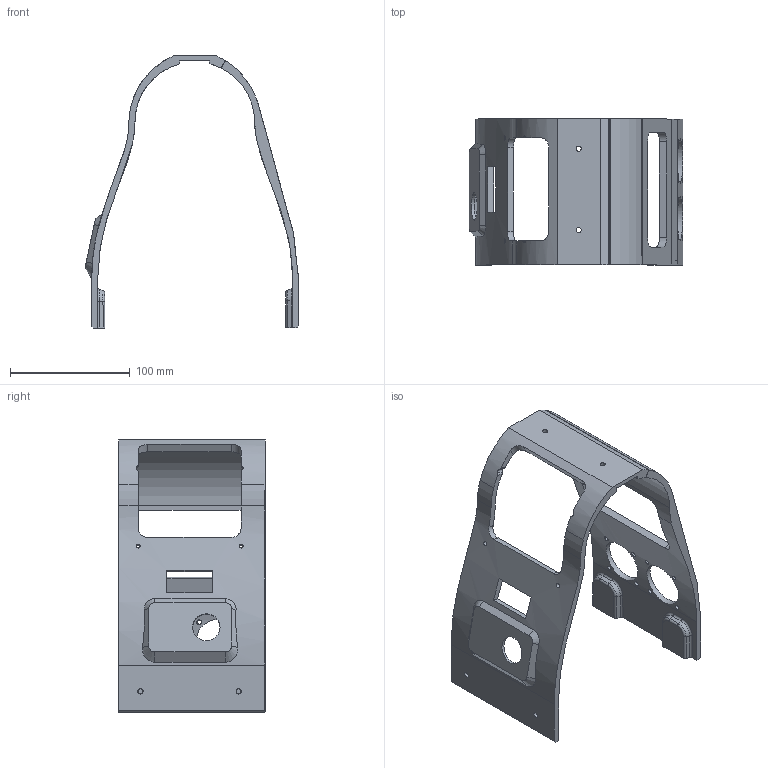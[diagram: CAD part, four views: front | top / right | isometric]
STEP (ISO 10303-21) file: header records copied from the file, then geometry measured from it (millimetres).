
FILE_DESCRIPTION(/* description */ ('STEP AP214'),/* implementation_level */ '2;1');
FILE_NAME(/* name */ 'New Covers.step',/* time_stamp */ '2024-10-09T22:42:01+11:00',/* author */ (''),/* organization */ (''),/* preprocessor_version */ 'ST-DEVELOPER v20',/* originating_system */ 'Autodesk Translation Framework v13.20.0.188',/* authorisation */ '');
FILE_SCHEMA (('AUTOMOTIVE_DESIGN { 1 0 10303 214 3 1 1 }'));
Length unit declared in the file: millimetre
Products named in the file (2): Assem1; New Shroud
Assembly tree (1 placements, depth 2):
  Assem1
    New Shroud
Bounding box: 178.66 x 122.1 x 227.23 mm (x, y, z)
Volume: 258081.9 mm3; surface area: 119376 mm2
Topology: 2 solids, 2 shells, 254 faces, 697 edges, 449 vertices
Faces by surface type: plane 108, cylinder 91, cone 29, torus 16, bspline 10
Full cylindrical faces by diameter (mm): 3.4 x2, 4 x10, 4.4 x6, 23 x1, 37 x2
Entity records: 10064 total; most frequent: CARTESIAN_POINT 3517, ORIENTED_EDGE 1394, DIRECTION 1296, EDGE_CURVE 697, AXIS2_PLACEMENT_3D 457, VERTEX_POINT 449, LINE 382, VECTOR 382
